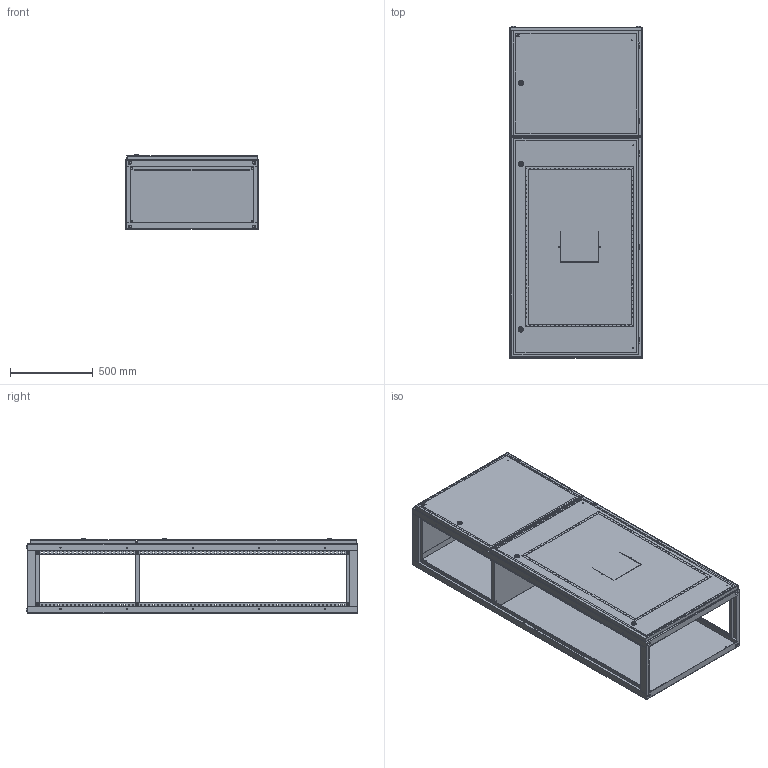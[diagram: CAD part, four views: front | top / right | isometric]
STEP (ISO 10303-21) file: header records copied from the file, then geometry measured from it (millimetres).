
FILE_DESCRIPTION (( 'STEP AP203' ), '1' );
FILE_NAME ('YKM51-2000-800-450-54 ÂÐÓ-2 ñáîðíûé êîðïóñ 2000õ800õ450 IP54 SMART.STEP', '2021-01-27T11:48:00', ( '' ), ( '' ), 'SwSTEP 2.0', 'SolidWorks 2017', '' );
FILE_SCHEMA (( 'CONFIG_CONTROL_DESIGN' ));
Length unit declared in the file: millimetre
Products named in the file (4): Äâåðü äëÿ ÂÐÓ-2 2000õ800 IP54; Äâåðü ó÷¸òíîãî îòñåêà 800 IP54; YKM51-2000-800-450-54 ÂÐÓ-2 ñáîðíûé êîðïóñ 2000õ800õ450 IP54 SMART; Êàðêàñ ÂÐÓ-2 2000õ800õ450
Assembly tree (3 placements, depth 2):
  YKM51-2000-800-450-54 ÂÐÓ-2 ñáîðíûé êîðïóñ 2000õ800õ450 IP54 SMART
    Êàðêàñ ÂÐÓ-2 2000õ800õ450
    Äâåðü äëÿ ÂÐÓ-2 2000õ800 IP54
    Äâåðü ó÷¸òíîãî îòñåêà 800 IP54
Bounding box: 800 x 2008 x 450.5 mm (x, y, z)
Volume: 8558335.4 mm3; surface area: 10610054 mm2
Topology: 47 solids, 51 shells, 3714 faces, 9675 edges, 6158 vertices
Faces by surface type: plane 2451, cylinder 813, cone 234, bspline 82, sphere 80, torus 54
Entity records: 116463 total; most frequent: CARTESIAN_POINT 23951, ORIENTED_EDGE 19158, DIRECTION 18111, EDGE_CURVE 9579, VECTOR 6979, LINE 6979, VERTEX_POINT 6158, AXIS2_PLACEMENT_3D 5566
